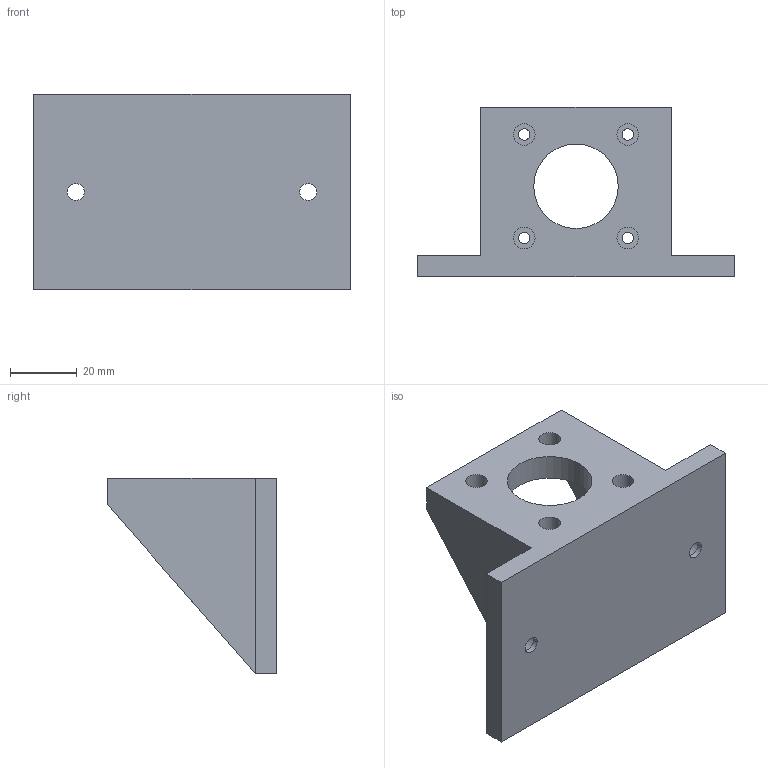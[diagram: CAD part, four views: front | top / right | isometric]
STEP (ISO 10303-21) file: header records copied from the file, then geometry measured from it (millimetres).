
FILE_DESCRIPTION(/* description */ (''),/* implementation_level */ '2;1');
FILE_NAME(/* name */ 'Motor Mount v21.step',/* time_stamp */ '2024-09-13T15:02:25-04:00',/* author */ (''),/* organization */ (''),/* preprocessor_version */ 'ST-DEVELOPER v20',/* originating_system */ 'Autodesk Translation Framework v13.14.0.145',/* authorisation */ '');
FILE_SCHEMA (('AUTOMOTIVE_DESIGN { 1 0 10303 214 3 1 1 }'));
Length unit declared in the file: inch
Products named in the file (2): Motor Mount; V2
Assembly tree (1 placements, depth 2):
  Motor Mount
    V2
Bounding box: 95.25 x 50.8 x 58.74 mm (x, y, z)
Volume: 64489.6 mm3; surface area: 23431 mm2
Topology: 1 solids, 1 shells, 35 faces, 75 edges, 48 vertices
Faces by surface type: plane 22, cylinder 13
Full cylindrical faces by diameter (mm): 3.4 x4, 5.105 x2, 6.5 x4, 9.525 x2, 25.4 x1
Entity records: 1037 total; most frequent: DIRECTION 177, CARTESIAN_POINT 161, ORIENTED_EDGE 150, EDGE_CURVE 75, AXIS2_PLACEMENT_3D 64, EDGE_LOOP 55, LINE 49, VECTOR 49
